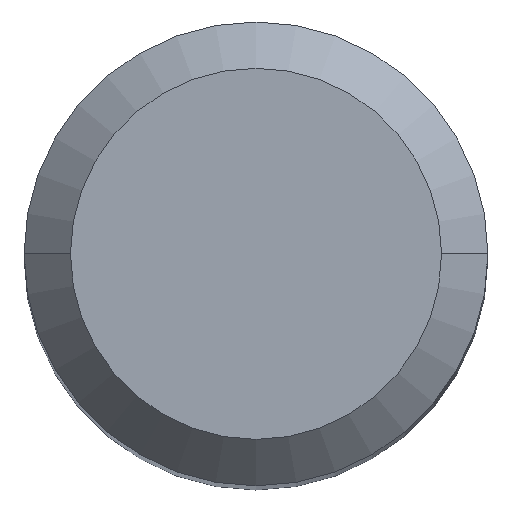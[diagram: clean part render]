
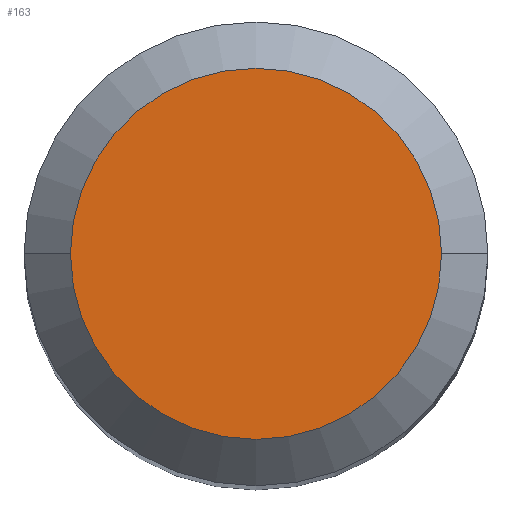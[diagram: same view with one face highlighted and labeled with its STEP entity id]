
A CAD part, top view. The second image highlights one B-rep face of the part: STEP entity #163.
In plain terms, the highlighted planar face has unit normal (0, 0, 1).
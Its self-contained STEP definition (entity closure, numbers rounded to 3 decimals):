
#20 = CARTESIAN_POINT ( 'NONE',  ( 0., 0., 16. ) ) ;
#52 = DIRECTION ( 'NONE',  ( 1., 0., 0. ) ) ;
#53 = CARTESIAN_POINT ( 'NONE',  ( 0., 0., 16. ) ) ;
#67 = DIRECTION ( 'NONE',  ( 0., 0., 1. ) ) ;
#90 = EDGE_LOOP ( 'NONE', ( #162, #151 ) ) ;
#103 = CARTESIAN_POINT ( 'NONE',  ( 0., 0., 16. ) ) ;
#106 = CIRCLE ( 'NONE', #219, 1.2 ) ;
#117 = EDGE_CURVE ( 'NONE', #182, #164, #166, .T. ) ;
#123 = CARTESIAN_POINT ( 'NONE',  ( -1.2, 0., 16. ) ) ;
#134 = AXIS2_PLACEMENT_3D ( 'NONE', #53, #67, #177 ) ;
#151 = ORIENTED_EDGE ( 'NONE', *, *, #117, .T. ) ;
#156 = EDGE_CURVE ( 'NONE', #164, #182, #106, .T. ) ;
#157 = DIRECTION ( 'NONE',  ( 0., 0., 1. ) ) ;
#158 = PLANE ( 'NONE',  #202 ) ;
#163 = ADVANCED_FACE ( 'NONE', ( #194 ), #158, .T. ) ;
#162 = ORIENTED_EDGE ( 'NONE', *, *, #156, .T. ) ;
#164 = VERTEX_POINT ( 'NONE', #123 ) ;
#166 = CIRCLE ( 'NONE', #134, 1.2 ) ;
#174 = DIRECTION ( 'NONE',  ( 1., 0., 0. ) ) ;
#176 = CARTESIAN_POINT ( 'NONE',  ( 1.2, 0., 16. ) ) ;
#177 = DIRECTION ( 'NONE',  ( 1., 0., 0. ) ) ;
#182 = VERTEX_POINT ( 'NONE', #176 ) ;
#194 = FACE_OUTER_BOUND ( 'NONE', #90, .T. ) ;
#195 = DIRECTION ( 'NONE',  ( 0., 0., 1. ) ) ;
#202 = AXIS2_PLACEMENT_3D ( 'NONE', #20, #157, #52 ) ;
#219 = AXIS2_PLACEMENT_3D ( 'NONE', #103, #195, #174 ) ;
